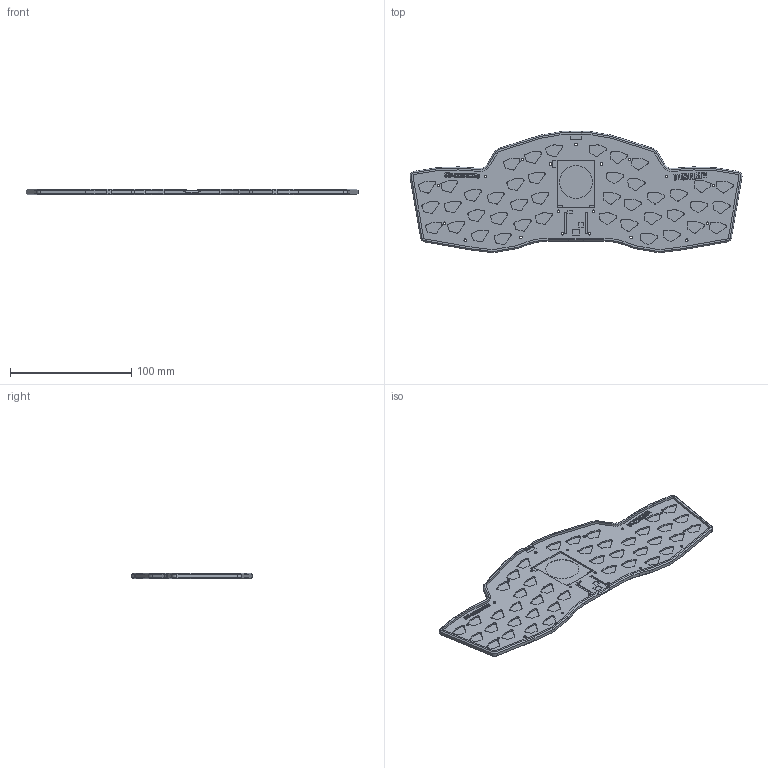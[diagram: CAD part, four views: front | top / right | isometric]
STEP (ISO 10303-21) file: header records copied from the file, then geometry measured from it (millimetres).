
FILE_DESCRIPTION(('STEP AP242'), '1');
FILE_NAME('Bottom_mEnki_v1_Washtub_brige_v2', '', ('UNSPECIFIED'), ('UNSPECIFIED'), 'C3D Converter', 'C3D Toolkit', '');
FILE_SCHEMA(('AP242_MANAGED_MODEL_BASED_3D_ENGINEERING_MIM_LF { 1 0 10303 442 1 1 4 }'));
Length unit declared in the file: millimetre
Bounding box: 273.33 x 99.8 x 4.6 mm (x, y, z)
Surface area: 47353.6 mm2 (no closed solid volume)
Topology: 0 solids, 1 shells, 2232 faces, 6192 edges, 4027 vertices
Faces by surface type: plane 1220, cylinder 960, cone 52
Full cylindrical faces by diameter (mm): 2.1 x19, 8.45 x13, 27 x1
Entity records: 89105 total; most frequent: DIRECTION 12636, CARTESIAN_POINT 12485, ORIENTED_EDGE 12164, EDGE_CURVE 6097, AXIS2_PLACEMENT_3D 4288, LINE 4060, VECTOR 4060, VERTEX_POINT 3964
